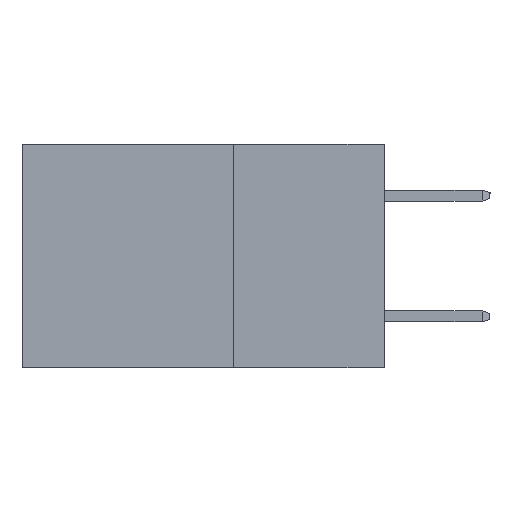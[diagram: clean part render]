
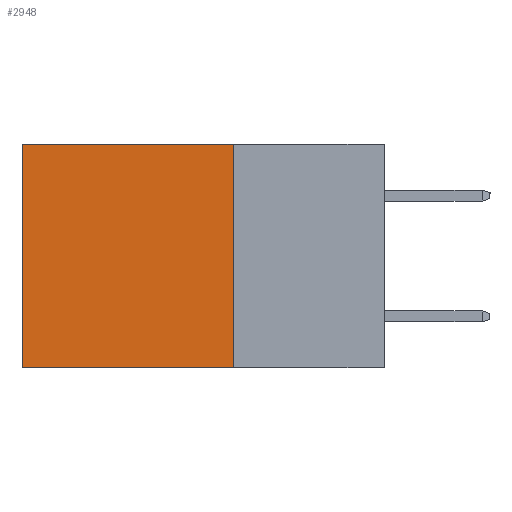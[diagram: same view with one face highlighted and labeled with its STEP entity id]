
A CAD part, left-side view. The second image highlights one B-rep face of the part: STEP entity #2948.
In plain terms, the highlighted planar face has unit normal (-1, 0, 0).
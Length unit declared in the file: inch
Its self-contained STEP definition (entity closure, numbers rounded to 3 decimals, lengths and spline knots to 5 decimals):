
#20 = DIRECTION ( 'NONE',  ( 0., 1., 0. ) ) ;
#262 = LINE ( 'NONE', #15866, #6435 ) ;
#293 = DIRECTION ( 'NONE',  ( 0., 0., -1. ) ) ;
#1107 = LINE ( 'NONE', #20113, #15480 ) ;
#1148 = ORIENTED_EDGE ( 'NONE', *, *, #24863, .T. ) ;
#1254 = ORIENTED_EDGE ( 'NONE', *, *, #21326, .T. ) ;
#2217 = LINE ( 'NONE', #12087, #23789 ) ;
#2356 = VERTEX_POINT ( 'NONE', #9672 ) ;
#2771 = DIRECTION ( 'NONE',  ( 0., 0., -1. ) ) ;
#2948 = ADVANCED_FACE ( 'NONE', ( #4387 ), #23555, .F. ) ;
#3147 = VERTEX_POINT ( 'NONE', #12636 ) ;
#3420 = ORIENTED_EDGE ( 'NONE', *, *, #3688, .F. ) ;
#3688 = EDGE_CURVE ( 'NONE', #20546, #5458, #8889, .T. ) ;
#4387 = FACE_OUTER_BOUND ( 'NONE', #10064, .T. ) ;
#5458 = VERTEX_POINT ( 'NONE', #12232 ) ;
#6435 = VECTOR ( 'NONE', #20, 39.37008 ) ;
#6645 = ORIENTED_EDGE ( 'NONE', *, *, #9745, .F. ) ;
#8889 = LINE ( 'NONE', #16626, #15757 ) ;
#9672 = CARTESIAN_POINT ( 'NONE',  ( 0.2615, 0.25, 0. ) ) ;
#9686 = AXIS2_PLACEMENT_3D ( 'NONE', #9850, #21627, #17461 ) ;
#9745 = EDGE_CURVE ( 'NONE', #2356, #20546, #2217, .T. ) ;
#9850 = CARTESIAN_POINT ( 'NONE',  ( 0.2615, 0.25, -0.37 ) ) ;
#10064 = EDGE_LOOP ( 'NONE', ( #1148, #3420, #6645, #1254 ) ) ;
#10248 = CARTESIAN_POINT ( 'NONE',  ( 0.2615, 0.25, -0.37 ) ) ;
#12087 = CARTESIAN_POINT ( 'NONE',  ( 0.2615, 0.25, -0.37 ) ) ;
#12232 = CARTESIAN_POINT ( 'NONE',  ( 0.2615, 0.6, -0.37 ) ) ;
#12636 = CARTESIAN_POINT ( 'NONE',  ( 0.2615, 0.6, 0. ) ) ;
#14843 = DIRECTION ( 'NONE',  ( 0., 1., 0. ) ) ;
#15480 = VECTOR ( 'NONE', #2771, 39.37008 ) ;
#15757 = VECTOR ( 'NONE', #14843, 39.37008 ) ;
#15866 = CARTESIAN_POINT ( 'NONE',  ( 0.2615, 0.25, 0. ) ) ;
#16626 = CARTESIAN_POINT ( 'NONE',  ( 0.2615, 0.25, -0.37 ) ) ;
#17461 = DIRECTION ( 'NONE',  ( 0., 0., -1. ) ) ;
#20113 = CARTESIAN_POINT ( 'NONE',  ( 0.2615, 0.6, -0.37 ) ) ;
#20546 = VERTEX_POINT ( 'NONE', #10248 ) ;
#21326 = EDGE_CURVE ( 'NONE', #2356, #3147, #262, .T. ) ;
#21627 = DIRECTION ( 'NONE',  ( 1., 0., 0. ) ) ;
#23555 = PLANE ( 'NONE',  #9686 ) ;
#23789 = VECTOR ( 'NONE', #293, 39.37008 ) ;
#24863 = EDGE_CURVE ( 'NONE', #3147, #5458, #1107, .T. ) ;
